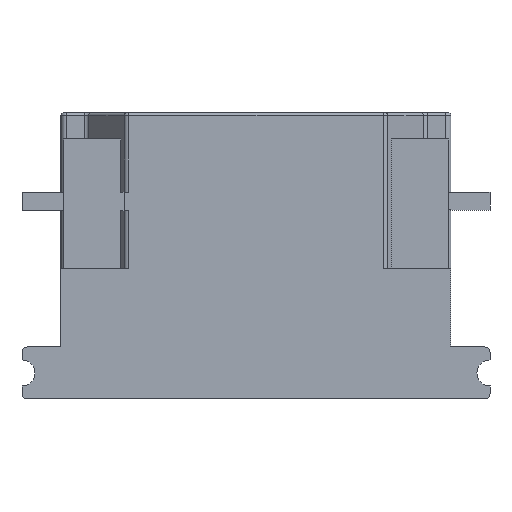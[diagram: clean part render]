
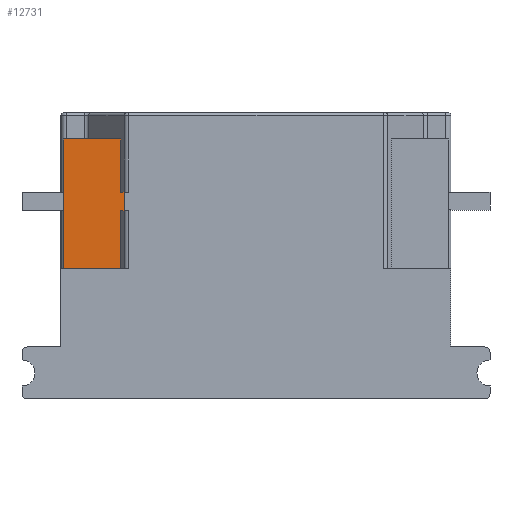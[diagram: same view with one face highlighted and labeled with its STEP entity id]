
A CAD part, front view. The second image highlights one B-rep face of the part: STEP entity #12731.
In plain terms, the highlighted planar face has unit normal (0, -1, 0).
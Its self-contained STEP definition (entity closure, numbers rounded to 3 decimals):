
#79 = DIRECTION ( 'NONE',  ( 0., 0., -1. ) ) ;
#144 = LINE ( 'NONE', #2894, #5724 ) ;
#153 = VERTEX_POINT ( 'NONE', #5410 ) ;
#192 = VERTEX_POINT ( 'NONE', #10686 ) ;
#242 = EDGE_CURVE ( 'NONE', #12148, #1556, #3887, .T. ) ;
#292 = LINE ( 'NONE', #7702, #2429 ) ;
#293 = VERTEX_POINT ( 'NONE', #11745 ) ;
#306 = ORIENTED_EDGE ( 'NONE', *, *, #9390, .T. ) ;
#336 = AXIS2_PLACEMENT_3D ( 'NONE', #9823, #10926, #4698 ) ;
#964 = LINE ( 'NONE', #4548, #12158 ) ;
#1204 = ORIENTED_EDGE ( 'NONE', *, *, #7939, .T. ) ;
#1510 = ORIENTED_EDGE ( 'NONE', *, *, #242, .T. ) ;
#1556 = VERTEX_POINT ( 'NONE', #11407 ) ;
#1886 = VERTEX_POINT ( 'NONE', #2666 ) ;
#1894 = EDGE_CURVE ( 'NONE', #153, #5055, #10268, .T. ) ;
#2010 = CARTESIAN_POINT ( 'NONE',  ( -5.2, -2.9, -6. ) ) ;
#2062 = ORIENTED_EDGE ( 'NONE', *, *, #7925, .F. ) ;
#2165 = CARTESIAN_POINT ( 'NONE',  ( -7.4, -2.9, -1. ) ) ;
#2429 = VECTOR ( 'NONE', #12845, 1000. ) ;
#2597 = VECTOR ( 'NONE', #79, 1000. ) ;
#2602 = DIRECTION ( 'NONE',  ( 1., 0., 0. ) ) ;
#2666 = CARTESIAN_POINT ( 'NONE',  ( -5.2, -2.9, -3.05 ) ) ;
#2714 = CARTESIAN_POINT ( 'NONE',  ( -5.2, -2.9, -1. ) ) ;
#2807 = ORIENTED_EDGE ( 'NONE', *, *, #4653, .T. ) ;
#2850 = DIRECTION ( 'NONE',  ( 0., 0., -1. ) ) ;
#2894 = CARTESIAN_POINT ( 'NONE',  ( -7.4, -2.9, -3.05 ) ) ;
#2948 = DIRECTION ( 'NONE',  ( -1., 0., 0. ) ) ;
#3278 = VECTOR ( 'NONE', #12363, 1000. ) ;
#3387 = CARTESIAN_POINT ( 'NONE',  ( -5.2, -2.9, -3.75 ) ) ;
#3403 = ORIENTED_EDGE ( 'NONE', *, *, #4041, .T. ) ;
#3532 = CARTESIAN_POINT ( 'NONE',  ( -7.4, -2.9, -6. ) ) ;
#3639 = DIRECTION ( 'NONE',  ( 0., 0., -1. ) ) ;
#3870 = VECTOR ( 'NONE', #2602, 1000. ) ;
#3887 = LINE ( 'NONE', #6530, #8083 ) ;
#4041 = EDGE_CURVE ( 'NONE', #1556, #7889, #6982, .T. ) ;
#4115 = CARTESIAN_POINT ( 'NONE',  ( -5.06, -2.9, -3.05 ) ) ;
#4155 = CARTESIAN_POINT ( 'NONE',  ( -7.4, -2.9, -3.05 ) ) ;
#4221 = VECTOR ( 'NONE', #9198, 1000. ) ;
#4492 = FACE_OUTER_BOUND ( 'NONE', #8705, .T. ) ;
#4548 = CARTESIAN_POINT ( 'NONE',  ( -7.4, -2.9, -3.05 ) ) ;
#4653 = EDGE_CURVE ( 'NONE', #192, #6697, #8114, .T. ) ;
#4698 = DIRECTION ( 'NONE',  ( 0., 0., 1. ) ) ;
#4760 = DIRECTION ( 'NONE',  ( 0., 0., -1. ) ) ;
#4846 = CARTESIAN_POINT ( 'NONE',  ( -5.075, -2.9, -3.05 ) ) ;
#5055 = VERTEX_POINT ( 'NONE', #5062 ) ;
#5062 = CARTESIAN_POINT ( 'NONE',  ( -7.4, -2.9, -3.05 ) ) ;
#5327 = DIRECTION ( 'NONE',  ( 1., 0., 0. ) ) ;
#5341 = ORIENTED_EDGE ( 'NONE', *, *, #12767, .T. ) ;
#5410 = CARTESIAN_POINT ( 'NONE',  ( -7.4, -2.9, -1. ) ) ;
#5724 = VECTOR ( 'NONE', #2850, 1000. ) ;
#5815 = LINE ( 'NONE', #3532, #3870 ) ;
#5965 = VECTOR ( 'NONE', #5327, 1000. ) ;
#6530 = CARTESIAN_POINT ( 'NONE',  ( -7.4, -2.9, -3.75 ) ) ;
#6596 = CARTESIAN_POINT ( 'NONE',  ( -7.4, -2.9, -6. ) ) ;
#6697 = VERTEX_POINT ( 'NONE', #6596 ) ;
#6980 = EDGE_CURVE ( 'NONE', #12148, #10871, #10271, .T. ) ;
#6982 = LINE ( 'NONE', #4115, #4221 ) ;
#7018 = VECTOR ( 'NONE', #2948, 1000. ) ;
#7302 = ORIENTED_EDGE ( 'NONE', *, *, #13077, .F. ) ;
#7632 = ORIENTED_EDGE ( 'NONE', *, *, #12011, .T. ) ;
#7702 = CARTESIAN_POINT ( 'NONE',  ( -5.2, -2.9, -1. ) ) ;
#7831 = CARTESIAN_POINT ( 'NONE',  ( -5.06, -2.9, -3.05 ) ) ;
#7889 = VERTEX_POINT ( 'NONE', #7831 ) ;
#7925 = EDGE_CURVE ( 'NONE', #293, #1886, #292, .T. ) ;
#7939 = EDGE_CURVE ( 'NONE', #5055, #192, #144, .T. ) ;
#8083 = VECTOR ( 'NONE', #12720, 1000. ) ;
#8114 = LINE ( 'NONE', #11588, #2597 ) ;
#8705 = EDGE_LOOP ( 'NONE', ( #10607, #9197, #1510, #3403, #7632, #306, #2062, #7302, #11364, #1204, #2807, #5341 ) ) ;
#8713 = LINE ( 'NONE', #2165, #5965 ) ;
#8835 = PLANE ( 'NONE',  #336 ) ;
#9197 = ORIENTED_EDGE ( 'NONE', *, *, #6980, .F. ) ;
#9198 = DIRECTION ( 'NONE',  ( 0., 0., 1. ) ) ;
#9390 = EDGE_CURVE ( 'NONE', #9544, #1886, #964, .T. ) ;
#9544 = VERTEX_POINT ( 'NONE', #4846 ) ;
#9821 = LINE ( 'NONE', #2714, #10492 ) ;
#9823 = CARTESIAN_POINT ( 'NONE',  ( -7.4, -2.9, -1. ) ) ;
#10138 = VERTEX_POINT ( 'NONE', #2010 ) ;
#10268 = LINE ( 'NONE', #11033, #12173 ) ;
#10271 = LINE ( 'NONE', #10281, #3278 ) ;
#10281 = CARTESIAN_POINT ( 'NONE',  ( -9.809, -2.9, -3.75 ) ) ;
#10492 = VECTOR ( 'NONE', #3639, 1000. ) ;
#10527 = EDGE_CURVE ( 'NONE', #10871, #10138, #9821, .T. ) ;
#10540 = CARTESIAN_POINT ( 'NONE',  ( -5.075, -2.9, -3.75 ) ) ;
#10607 = ORIENTED_EDGE ( 'NONE', *, *, #10527, .F. ) ;
#10686 = CARTESIAN_POINT ( 'NONE',  ( -7.4, -2.9, -3.75 ) ) ;
#10871 = VERTEX_POINT ( 'NONE', #3387 ) ;
#10926 = DIRECTION ( 'NONE',  ( 0., 1., 0. ) ) ;
#11033 = CARTESIAN_POINT ( 'NONE',  ( -7.4, -2.9, -1. ) ) ;
#11113 = LINE ( 'NONE', #4155, #7018 ) ;
#11364 = ORIENTED_EDGE ( 'NONE', *, *, #1894, .T. ) ;
#11407 = CARTESIAN_POINT ( 'NONE',  ( -5.06, -2.9, -3.75 ) ) ;
#11588 = CARTESIAN_POINT ( 'NONE',  ( -7.4, -2.9, -1. ) ) ;
#11727 = DIRECTION ( 'NONE',  ( -1., 0., 0. ) ) ;
#11745 = CARTESIAN_POINT ( 'NONE',  ( -5.2, -2.9, -1. ) ) ;
#12011 = EDGE_CURVE ( 'NONE', #7889, #9544, #11113, .T. ) ;
#12148 = VERTEX_POINT ( 'NONE', #10540 ) ;
#12158 = VECTOR ( 'NONE', #11727, 1000. ) ;
#12173 = VECTOR ( 'NONE', #4760, 1000. ) ;
#12363 = DIRECTION ( 'NONE',  ( -1., 0., 0. ) ) ;
#12720 = DIRECTION ( 'NONE',  ( 1., 0., 0. ) ) ;
#12731 = ADVANCED_FACE ( 'NONE', ( #4492 ), #8835, .F. ) ;
#12767 = EDGE_CURVE ( 'NONE', #6697, #10138, #5815, .T. ) ;
#12845 = DIRECTION ( 'NONE',  ( 0., 0., -1. ) ) ;
#13077 = EDGE_CURVE ( 'NONE', #153, #293, #8713, .T. ) ;
